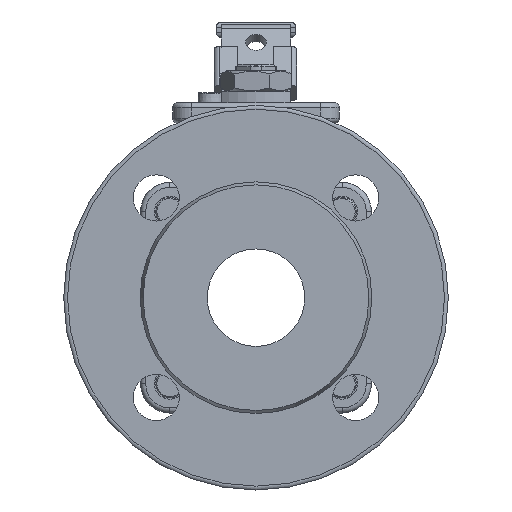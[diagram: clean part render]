
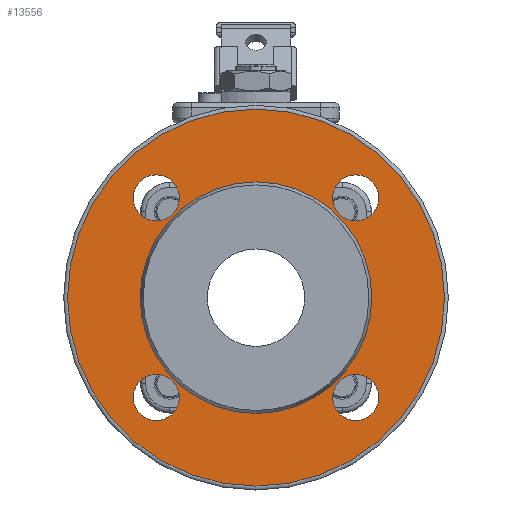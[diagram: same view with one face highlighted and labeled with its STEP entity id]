
A CAD part, left-side view. The second image highlights one B-rep face of the part: STEP entity #13556.
In plain terms, the highlighted planar face has unit normal (-1, 0, 0).
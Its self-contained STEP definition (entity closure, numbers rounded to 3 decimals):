
#484=PLANE('',#14690);
#975=CIRCLE('',#14691,45.155);
#976=CIRCLE('',#14692,73.5);
#977=CIRCLE('',#14693,9.);
#978=CIRCLE('',#14694,9.);
#979=CIRCLE('',#14695,9.);
#980=CIRCLE('',#14696,9.);
#5282=ORIENTED_EDGE('',*,*,#8351,.F.);
#5283=ORIENTED_EDGE('',*,*,#8352,.T.);
#5284=ORIENTED_EDGE('',*,*,#8353,.F.);
#5285=ORIENTED_EDGE('',*,*,#8354,.F.);
#5286=ORIENTED_EDGE('',*,*,#8355,.F.);
#5287=ORIENTED_EDGE('',*,*,#8356,.F.);
#8351=EDGE_CURVE('',#9884,#9884,#975,.T.);
#8352=EDGE_CURVE('',#9885,#9885,#976,.T.);
#8353=EDGE_CURVE('',#9886,#9886,#977,.T.);
#8354=EDGE_CURVE('',#9887,#9887,#978,.T.);
#8355=EDGE_CURVE('',#9888,#9888,#979,.T.);
#8356=EDGE_CURVE('',#9889,#9889,#980,.T.);
#9884=VERTEX_POINT('',#41107);
#9885=VERTEX_POINT('',#41109);
#9886=VERTEX_POINT('',#41111);
#9887=VERTEX_POINT('',#41113);
#9888=VERTEX_POINT('',#41115);
#9889=VERTEX_POINT('',#41117);
#11368=EDGE_LOOP('',(#5282));
#11369=EDGE_LOOP('',(#5283));
#11370=EDGE_LOOP('',(#5284));
#11371=EDGE_LOOP('',(#5285));
#11372=EDGE_LOOP('',(#5286));
#11373=EDGE_LOOP('',(#5287));
#12395=FACE_BOUND('',#11368,.T.);
#12396=FACE_BOUND('',#11369,.T.);
#12397=FACE_BOUND('',#11370,.T.);
#12398=FACE_BOUND('',#11371,.T.);
#12399=FACE_BOUND('',#11372,.T.);
#12400=FACE_BOUND('',#11373,.T.);
#13556=ADVANCED_FACE('',(#12395,#12396,#12397,#12398,#12399,#12400),#484,
 .T.);
#14690=AXIS2_PLACEMENT_3D('',#41105,#17122,#17123);
#14691=AXIS2_PLACEMENT_3D('',#41106,#17124,#17125);
#14692=AXIS2_PLACEMENT_3D('',#41108,#17126,#17127);
#14693=AXIS2_PLACEMENT_3D('',#41110,#17128,#17129);
#14694=AXIS2_PLACEMENT_3D('',#41112,#17130,#17131);
#14695=AXIS2_PLACEMENT_3D('',#41114,#17132,#17133);
#14696=AXIS2_PLACEMENT_3D('',#41116,#17134,#17135);
#17122=DIRECTION('',(-1.,0.,0.));
#17123=DIRECTION('',(0.,-1.,0.));
#17124=DIRECTION('',(-1.,0.,0.));
#17125=DIRECTION('',(0.,-1.,0.));
#17126=DIRECTION('',(-1.,0.,0.));
#17127=DIRECTION('',(0.,-1.,0.));
#17128=DIRECTION('',(-1.,0.,0.));
#17129=DIRECTION('',(0.,-1.,0.));
#17130=DIRECTION('',(-1.,0.,0.));
#17131=DIRECTION('',(0.,0.,1.));
#17132=DIRECTION('',(-1.,0.,0.));
#17133=DIRECTION('',(0.,1.,0.));
#17134=DIRECTION('',(-1.,0.,0.));
#17135=DIRECTION('',(0.,0.,-1.));
#41105=CARTESIAN_POINT('',(1386.626,-702.42,0.));
#41106=CARTESIAN_POINT('',(1386.626,-541.243,0.));
#41107=CARTESIAN_POINT('',(1386.626,-586.397,0.));
#41108=CARTESIAN_POINT('',(1386.626,-541.243,0.));
#41109=CARTESIAN_POINT('',(1386.626,-614.743,0.));
#41110=CARTESIAN_POINT('',(1386.626,-502.352,38.891));
#41111=CARTESIAN_POINT('',(1386.626,-511.352,38.891));
#41112=CARTESIAN_POINT('',(1386.626,-502.352,-38.891));
#41113=CARTESIAN_POINT('',(1386.626,-502.352,-29.891));
#41114=CARTESIAN_POINT('',(1386.626,-580.134,-38.891));
#41115=CARTESIAN_POINT('',(1386.626,-571.134,-38.891));
#41116=CARTESIAN_POINT('',(1386.626,-580.134,38.891));
#41117=CARTESIAN_POINT('',(1386.626,-580.134,29.891));
